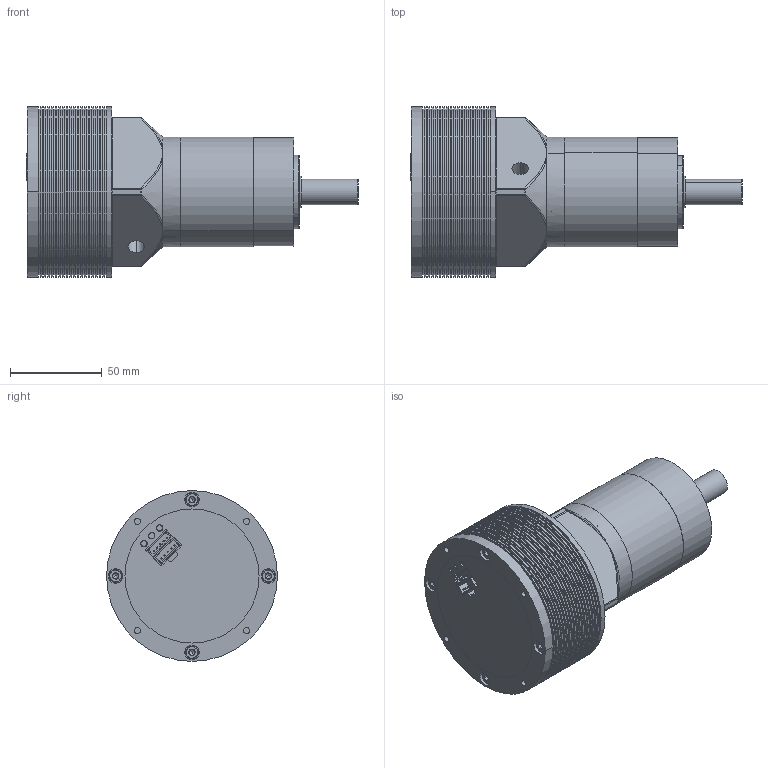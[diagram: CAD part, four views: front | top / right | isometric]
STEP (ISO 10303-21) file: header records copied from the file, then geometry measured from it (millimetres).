
FILE_DESCRIPTION (( 'STEP AP214' ), '1' );
FILE_NAME ('1.B93PE(2ST).STEP', '2022-06-17T04:19:35', ( '' ), ( '' ), 'SwSTEP 2.0', 'SolidWorks 2018', '' );
FILE_SCHEMA (( 'AUTOMOTIVE_DESIGN' ));
Length unit declared in the file: millimetre
Products named in the file (1): 1.B93PE(2ST)
Bounding box: 180.8 x 93 x 93 mm (x, y, z)
Volume: 603127.5 mm3; surface area: 69536.5 mm2
Topology: 1 solids, 13 shells, 612 faces, 1343 edges, 829 vertices
Faces by surface type: plane 303, cylinder 205, cone 66, bspline 26, sphere 8, torus 4
Entity records: 21012 total; most frequent: CARTESIAN_POINT 4557, DIRECTION 2891, ORIENTED_EDGE 2642, EDGE_CURVE 1321, AXIS2_PLACEMENT_3D 1107, VERTEX_POINT 829, EDGE_LOOP 706, VECTOR 677
